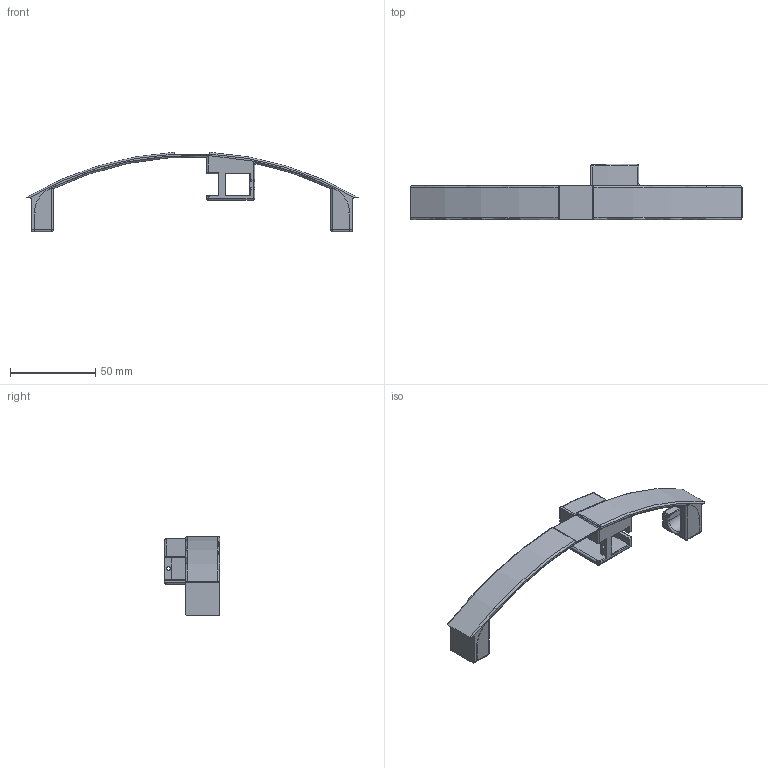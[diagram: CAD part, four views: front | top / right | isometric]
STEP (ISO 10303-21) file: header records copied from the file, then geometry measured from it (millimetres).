
FILE_DESCRIPTION(/* description */ ('','CAx-IF Rec.Pracs.---Representation and Presentation of Product Manufacturing Information (PMI)---4.0---2014-10-13'),/* implementation_level */ '2;1');
FILE_NAME(/* name */ 'Back_Rib.step',/* time_stamp */ '2024-12-16T17:32:14+09:00',/* author */ (''),/* organization */ (''),/* preprocessor_version */ 'ST-DEVELOPER v20',/* originating_system */ 'Autodesk Translation Framework v13.20.0.188',/* authorisation */ '');
FILE_SCHEMA (('AP242_MANAGED_MODEL_BASED_3D_ENGINEERING_MIM_LF { 1 0 10303 442 1 1 4 }'));
Length unit declared in the file: millimetre
Products named in the file (1): Back_Rib
Bounding box: 195.01 x 32.5 x 46.55 mm (x, y, z)
Volume: 44322.8 mm3; surface area: 28266.4 mm2
Topology: 2 solids, 2 shells, 242 faces, 604 edges, 361 vertices
Faces by surface type: cylinder 95, plane 56, bspline 49, torus 24, sphere 18
Full cylindrical faces by diameter (mm): 2.2 x3
Entity records: 10432 total; most frequent: CARTESIAN_POINT 4882, ORIENTED_EDGE 1206, DIRECTION 1089, EDGE_CURVE 603, AXIS2_PLACEMENT_3D 421, VERTEX_POINT 361, EDGE_LOOP 248, LINE 247
